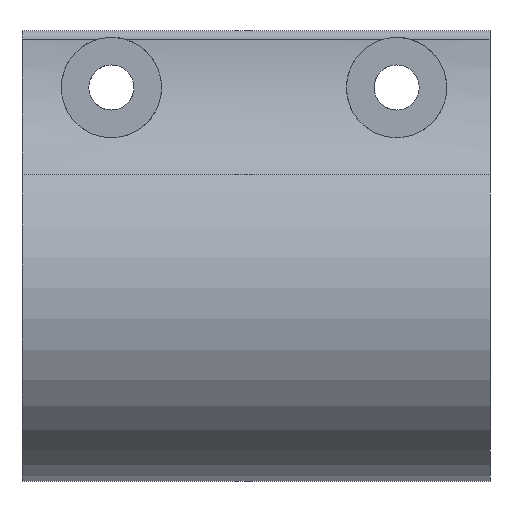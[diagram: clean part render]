
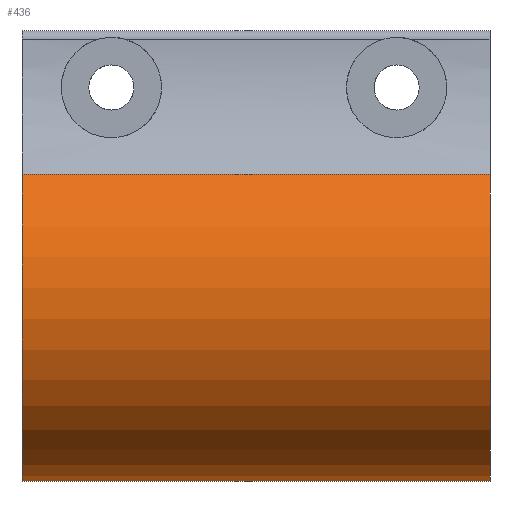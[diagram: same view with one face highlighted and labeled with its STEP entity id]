
A CAD part, left-side view. The second image highlights one B-rep face of the part: STEP entity #436.
In plain terms, the highlighted cylindrical face has radius 11 mm (diameter 22 mm), a partial arc.
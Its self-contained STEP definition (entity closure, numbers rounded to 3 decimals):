
#40=LINE('',#878,#68);
#41=LINE('',#884,#69);
#68=VECTOR('',#596,28.);
#69=VECTOR('',#603,28.);
#116=FACE_OUTER_BOUND('',#154,.T.);
#154=EDGE_LOOP('',(#365,#366,#367,#368));
#179=CIRCLE('',#483,11.);
#180=CIRCLE('',#484,11.);
#227=VERTEX_POINT('',#874);
#228=VERTEX_POINT('',#876);
#229=VERTEX_POINT('',#880);
#230=VERTEX_POINT('',#882);
#282=EDGE_CURVE('',#227,#228,#40,.T.);
#283=EDGE_CURVE('',#227,#229,#179,.T.);
#284=EDGE_CURVE('',#230,#228,#180,.T.);
#285=EDGE_CURVE('',#229,#230,#41,.T.);
#365=ORIENTED_EDGE('',*,*,#283,.F.);
#366=ORIENTED_EDGE('',*,*,#282,.T.);
#367=ORIENTED_EDGE('',*,*,#284,.F.);
#368=ORIENTED_EDGE('',*,*,#285,.F.);
#415=CYLINDRICAL_SURFACE('',#482,11.);
#436=ADVANCED_FACE('',(#116),#415,.T.);
#482=AXIS2_PLACEMENT_3D('',#879,#597,#598);
#483=AXIS2_PLACEMENT_3D('',#881,#599,#600);
#484=AXIS2_PLACEMENT_3D('',#883,#601,#602);
#596=DIRECTION('',(0.,-1.,0.));
#597=DIRECTION('center_axis',(0.,-1.,0.));
#598=DIRECTION('ref_axis',(0.739,0.,0.674));
#599=DIRECTION('center_axis',(0.,1.,0.));
#600=DIRECTION('ref_axis',(0.739,0.,0.674));
#601=DIRECTION('center_axis',(0.,-1.,0.));
#602=DIRECTION('ref_axis',(0.739,0.,0.674));
#603=DIRECTION('',(0.,-1.,0.));
#874=CARTESIAN_POINT('',(8.13,0.,7.409));
#876=CARTESIAN_POINT('',(8.13,-28.,7.409));
#878=CARTESIAN_POINT('',(8.13,0.,7.409));
#879=CARTESIAN_POINT('Origin',(0.,0.,0.));
#880=CARTESIAN_POINT('',(-8.13,0.,7.409));
#881=CARTESIAN_POINT('Origin',(0.,0.,0.));
#882=CARTESIAN_POINT('',(-8.13,-28.,7.409));
#883=CARTESIAN_POINT('Origin',(0.,-28.,0.));
#884=CARTESIAN_POINT('',(-8.13,0.,7.409));
